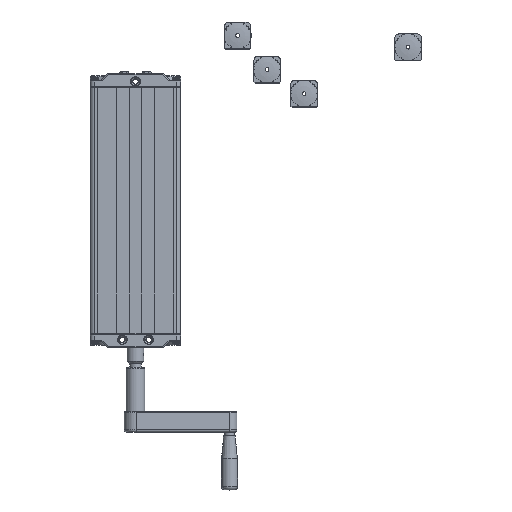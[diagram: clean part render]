
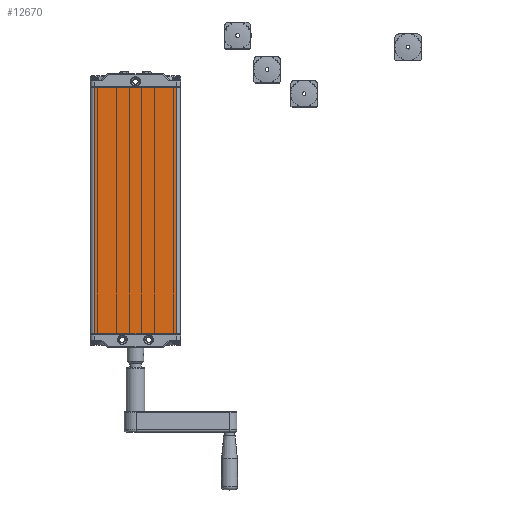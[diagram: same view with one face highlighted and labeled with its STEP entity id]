
A CAD part, top view. The second image highlights one B-rep face of the part: STEP entity #12670.
In plain terms, the highlighted planar face has unit normal (0, 0, 1).
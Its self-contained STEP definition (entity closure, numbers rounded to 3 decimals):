
#815=PLANE('',#13930);
#1095=FACE_OUTER_BOUND('',#1928,.T.);
#1928=EDGE_LOOP('',(#8655,#8656,#8657,#8658));
#2879=LINE('',#20086,#3806);
#2880=LINE('',#20088,#3807);
#2881=LINE('',#20090,#3808);
#2882=LINE('',#20091,#3809);
#3806=VECTOR('',#15717,327.5);
#3807=VECTOR('',#15718,108.);
#3808=VECTOR('',#15719,327.5);
#3809=VECTOR('',#15720,108.);
#5590=VERTEX_POINT('',#20084);
#5591=VERTEX_POINT('',#20085);
#5592=VERTEX_POINT('',#20087);
#5593=VERTEX_POINT('',#20089);
#6728=EDGE_CURVE('',#5590,#5591,#2879,.F.);
#6729=EDGE_CURVE('',#5591,#5592,#2880,.T.);
#6730=EDGE_CURVE('',#5592,#5593,#2881,.T.);
#6731=EDGE_CURVE('',#5593,#5590,#2882,.F.);
#8655=ORIENTED_EDGE('',*,*,#6728,.T.);
#8656=ORIENTED_EDGE('',*,*,#6729,.T.);
#8657=ORIENTED_EDGE('',*,*,#6730,.T.);
#8658=ORIENTED_EDGE('',*,*,#6731,.T.);
#12670=ADVANCED_FACE('',(#1095),#815,.T.);
#13930=AXIS2_PLACEMENT_3D('',#20083,#15715,#15716);
#15715=DIRECTION('center_axis',(0.,0.,1.));
#15716=DIRECTION('ref_axis',(1.,0.,0.));
#15717=DIRECTION('',(0.,-1.,0.));
#15718=DIRECTION('',(-1.,0.,0.));
#15719=DIRECTION('',(0.,-1.,0.));
#15720=DIRECTION('',(-1.,0.,0.));
#20083=CARTESIAN_POINT('Origin',(60.,164.25,30.));
#20084=CARTESIAN_POINT('',(54.,-163.75,30.));
#20085=CARTESIAN_POINT('',(54.,163.75,30.));
#20086=CARTESIAN_POINT('',(54.,163.75,30.));
#20087=CARTESIAN_POINT('',(-54.,163.75,30.));
#20088=CARTESIAN_POINT('',(54.,163.75,30.));
#20089=CARTESIAN_POINT('',(-54.,-163.75,30.));
#20090=CARTESIAN_POINT('',(-54.,163.75,30.));
#20091=CARTESIAN_POINT('',(54.,-163.75,30.));
